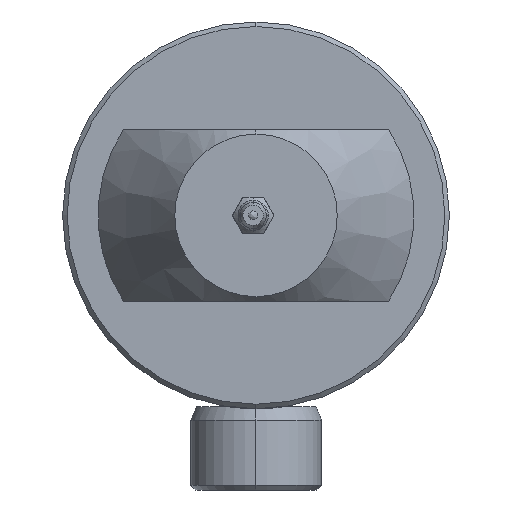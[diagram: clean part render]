
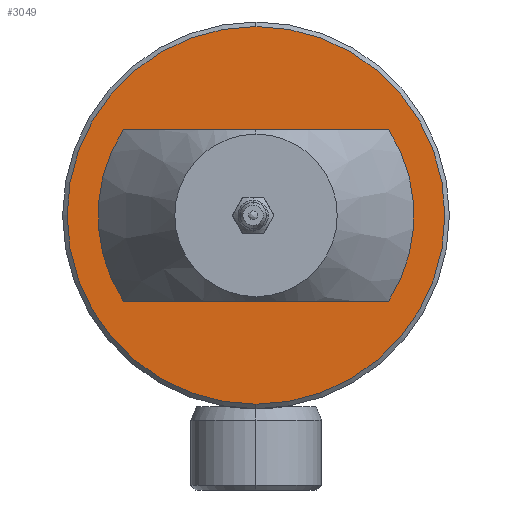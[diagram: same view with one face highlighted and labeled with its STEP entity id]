
A CAD part, left-side view. The second image highlights one B-rep face of the part: STEP entity #3049.
In plain terms, the highlighted planar face has unit normal (-1, 0, 0).
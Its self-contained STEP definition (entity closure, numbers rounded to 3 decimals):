
#11 = DIRECTION ( 'NONE',  ( -1., 0., 0. ) ) ;
#102 = CIRCLE ( 'NONE', #1712, 35. ) ;
#371 = DIRECTION ( 'NONE',  ( -1., 0., 0. ) ) ;
#560 = VERTEX_POINT ( 'NONE', #1823 ) ;
#625 = VERTEX_POINT ( 'NONE', #5171 ) ;
#814 = CARTESIAN_POINT ( 'NONE',  ( 74., 0., 0. ) ) ;
#855 = CARTESIAN_POINT ( 'NONE',  ( 74., 0., 0. ) ) ;
#926 = DIRECTION ( 'NONE',  ( 0., 0., -1. ) ) ;
#932 = DIRECTION ( 'NONE',  ( 0., -1., 0. ) ) ;
#1013 = AXIS2_PLACEMENT_3D ( 'NONE', #1899, #4766, #3365 ) ;
#1233 = CIRCLE ( 'NONE', #1013, 41.85 ) ;
#1244 = LINE ( 'NONE', #3272, #5838 ) ;
#1267 = ORIENTED_EDGE ( 'NONE', *, *, #5568, .F. ) ;
#1312 = DIRECTION ( 'NONE',  ( 0., 0., 1. ) ) ;
#1486 = VECTOR ( 'NONE', #2012, 1000. ) ;
#1640 = AXIS2_PLACEMENT_3D ( 'NONE', #3673, #371, #4553 ) ;
#1712 = AXIS2_PLACEMENT_3D ( 'NONE', #855, #6100, #1312 ) ;
#1808 = ORIENTED_EDGE ( 'NONE', *, *, #3156, .T. ) ;
#1823 = CARTESIAN_POINT ( 'NONE',  ( 74., 0., 41.85 ) ) ;
#1899 = CARTESIAN_POINT ( 'NONE',  ( 74., 0., 0. ) ) ;
#2012 = DIRECTION ( 'NONE',  ( 0., 1., 0. ) ) ;
#2016 = CIRCLE ( 'NONE', #1640, 35. ) ;
#2046 = CIRCLE ( 'NONE', #3438, 41.85 ) ;
#2322 = EDGE_CURVE ( 'NONE', #3589, #560, #1233, .T. ) ;
#2377 = EDGE_LOOP ( 'NONE', ( #4098, #2654 ) ) ;
#2440 = VERTEX_POINT ( 'NONE', #6005 ) ;
#2558 = EDGE_CURVE ( 'NONE', #560, #3589, #2046, .T. ) ;
#2654 = ORIENTED_EDGE ( 'NONE', *, *, #2558, .T. ) ;
#3049 = ADVANCED_FACE ( 'NONE', ( #4576, #4806 ), #4051, .F. ) ;
#3101 = CARTESIAN_POINT ( 'NONE',  ( 74., 35., 0. ) ) ;
#3156 = EDGE_CURVE ( 'NONE', #2440, #625, #1244, .T. ) ;
#3174 = AXIS2_PLACEMENT_3D ( 'NONE', #3101, #4091, #5910 ) ;
#3203 = VERTEX_POINT ( 'NONE', #4717 ) ;
#3272 = CARTESIAN_POINT ( 'NONE',  ( 74., 63.605, 19. ) ) ;
#3365 = DIRECTION ( 'NONE',  ( 0., 0., -1. ) ) ;
#3405 = CARTESIAN_POINT ( 'NONE',  ( 74., 29.394, -19. ) ) ;
#3438 = AXIS2_PLACEMENT_3D ( 'NONE', #814, #11, #926 ) ;
#3589 = VERTEX_POINT ( 'NONE', #5108 ) ;
#3673 = CARTESIAN_POINT ( 'NONE',  ( 74., 0., 0. ) ) ;
#3906 = ORIENTED_EDGE ( 'NONE', *, *, #5214, .F. ) ;
#4051 = PLANE ( 'NONE',  #3174 ) ;
#4091 = DIRECTION ( 'NONE',  ( 1., 0., 0. ) ) ;
#4098 = ORIENTED_EDGE ( 'NONE', *, *, #2322, .T. ) ;
#4272 = VERTEX_POINT ( 'NONE', #3405 ) ;
#4284 = ORIENTED_EDGE ( 'NONE', *, *, #4791, .T. ) ;
#4553 = DIRECTION ( 'NONE',  ( 0., 0., 1. ) ) ;
#4576 = FACE_OUTER_BOUND ( 'NONE', #2377, .T. ) ;
#4717 = CARTESIAN_POINT ( 'NONE',  ( 74., -29.394, -19. ) ) ;
#4766 = DIRECTION ( 'NONE',  ( -1., 0., 0. ) ) ;
#4791 = EDGE_CURVE ( 'NONE', #3203, #4272, #5543, .T. ) ;
#4806 = FACE_BOUND ( 'NONE', #6086, .T. ) ;
#5108 = CARTESIAN_POINT ( 'NONE',  ( 74., 0., -41.85 ) ) ;
#5171 = CARTESIAN_POINT ( 'NONE',  ( 74., -29.394, 19. ) ) ;
#5214 = EDGE_CURVE ( 'NONE', #3203, #625, #102, .T. ) ;
#5373 = CARTESIAN_POINT ( 'NONE',  ( 74., 63.605, -19. ) ) ;
#5543 = LINE ( 'NONE', #5373, #1486 ) ;
#5568 = EDGE_CURVE ( 'NONE', #2440, #4272, #2016, .T. ) ;
#5838 = VECTOR ( 'NONE', #932, 1000. ) ;
#5910 = DIRECTION ( 'NONE',  ( 0., 0., -1. ) ) ;
#6005 = CARTESIAN_POINT ( 'NONE',  ( 74., 29.394, 19. ) ) ;
#6086 = EDGE_LOOP ( 'NONE', ( #3906, #4284, #1267, #1808 ) ) ;
#6100 = DIRECTION ( 'NONE',  ( -1., 0., 0. ) ) ;
